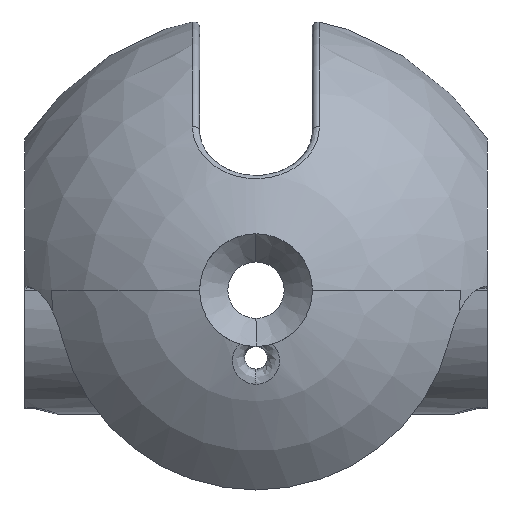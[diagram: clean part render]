
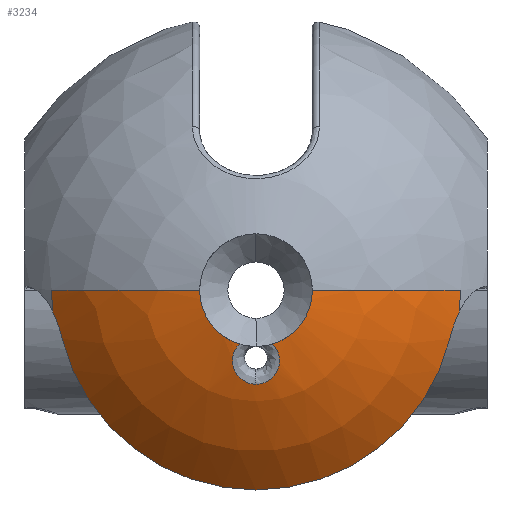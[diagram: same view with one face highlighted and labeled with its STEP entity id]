
A CAD part, front view. The second image highlights one B-rep face of the part: STEP entity #3234.
In plain terms, the highlighted spherical face has radius 24.5 mm.
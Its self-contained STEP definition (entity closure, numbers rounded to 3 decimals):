
#99=CARTESIAN_POINT('',(1.472,-23.984,-4.778));
#123=CARTESIAN_POINT('',(-1.472,-23.984,
-4.778));
#162=CARTESIAN_POINT('',(-18.007,-16.5,
-1.936));
#651=CARTESIAN_POINT('',(-17.181,-16.923,
-4.322));
#652=CARTESIAN_POINT('',(-17.257,-16.923,
-4.022));
#653=CARTESIAN_POINT('',(-17.428,-16.887,
-3.411));
#654=CARTESIAN_POINT('',(-17.708,-16.736,
-2.61));
#655=CARTESIAN_POINT('',(-17.901,-16.59,
-2.159));
#656=CARTESIAN_POINT('',(-18.007,-16.5,
-1.936));
#658=CARTESIAN_POINT('',(0.,-16.5,0.));
#659=DIRECTION('',(0.,1.,0.));
#660=DIRECTION('',(-0.994,0.,-0.107));
#661=AXIS2_PLACEMENT_3D('',#658,#659,#660);
#663=CARTESIAN_POINT('',(0.,0.,0.));
#664=DIRECTION('',(0.,0.,-1.));
#665=DIRECTION('',(-0.204,-0.979,0.));
#666=AXIS2_PLACEMENT_3D('',#663,#664,#665);
#668=CARTESIAN_POINT('',(0.,-23.984,0.));
#669=DIRECTION('',(0.,-1.,0.));
#670=DIRECTION('',(-1.,0.,0.));
#671=AXIS2_PLACEMENT_3D('',#668,#669,#670);
#673=CARTESIAN_POINT('',(0.,-23.037,
-8.34));
#674=CARTESIAN_POINT('',(-0.168,-23.037,
-8.34));
#675=CARTESIAN_POINT('',(-0.501,-23.048,
-8.3));
#676=CARTESIAN_POINT('',(-0.976,-23.096,
-8.121));
#677=CARTESIAN_POINT('',(-1.4,-23.175,
-7.829));
#678=CARTESIAN_POINT('',(-1.743,-23.28,
-7.438));
#679=CARTESIAN_POINT('',(-1.981,-23.405,
-6.972));
#680=CARTESIAN_POINT('',(-2.097,-23.542,
-6.459));
#681=CARTESIAN_POINT('',(-2.082,-23.679,
-5.942));
#682=CARTESIAN_POINT('',(-1.951,-23.803,
-5.471));
#683=CARTESIAN_POINT('',(-1.738,-23.906,
-5.078));
#684=CARTESIAN_POINT('',(-1.565,-23.96,
-4.871));
#685=CARTESIAN_POINT('',(-1.472,-23.984,
-4.778));
#687=CARTESIAN_POINT('',(1.472,-23.984,-4.778));
#688=CARTESIAN_POINT('',(1.571,-23.959,-4.877));
#689=CARTESIAN_POINT('',(1.754,-23.901,-5.098));
#690=CARTESIAN_POINT('',(1.975,-23.788,-5.527));
#691=CARTESIAN_POINT('',(2.094,-23.657,-6.027));
#692=CARTESIAN_POINT('',(2.086,-23.519,-6.547));
#693=CARTESIAN_POINT('',(1.954,-23.387,-7.04));
#694=CARTESIAN_POINT('',(1.71,-23.268,-7.483));
#695=CARTESIAN_POINT('',(1.372,-23.169,-7.852));
#696=CARTESIAN_POINT('',(0.961,-23.094,
-8.127));
#697=CARTESIAN_POINT('',(0.498,-23.048,
-8.3));
#698=CARTESIAN_POINT('',(0.168,-23.037,
-8.34));
#699=CARTESIAN_POINT('',(0.,-23.037,
-8.34));
#701=CARTESIAN_POINT('',(0.,-23.984,0.));
#702=DIRECTION('',(0.,-1.,0.));
#703=DIRECTION('',(0.294,0.,-0.956));
#704=AXIS2_PLACEMENT_3D('',#701,#702,#703);
#706=CARTESIAN_POINT('',(0.,0.,0.));
#707=DIRECTION('',(0.,0.,1.));
#708=DIRECTION('',(0.204,-0.979,0.));
#709=AXIS2_PLACEMENT_3D('',#706,#707,#708);
#711=CARTESIAN_POINT('',(0.,-16.5,0.));
#712=DIRECTION('',(0.,-1.,0.));
#713=DIRECTION('',(0.994,0.,-0.107));
#714=AXIS2_PLACEMENT_3D('',#711,#712,#713);
#716=CARTESIAN_POINT('',(18.007,-16.5,-1.936));
#717=CARTESIAN_POINT('',(17.893,-16.597,-2.176));
#718=CARTESIAN_POINT('',(17.68,-16.755,-2.68));
#719=CARTESIAN_POINT('',(17.41,-16.892,-3.473));
#720=CARTESIAN_POINT('',(17.252,-16.923,-4.04));
#721=CARTESIAN_POINT('',(17.181,-16.923,-4.322));
#723=CARTESIAN_POINT('',(0.,-16.923,0.));
#724=DIRECTION('',(0.,1.,0.));
#725=DIRECTION('',(0.97,0.,-0.244));
#726=AXIS2_PLACEMENT_3D('',#723,#724,#725);
#2129=CARTESIAN_POINT('',(-5.,-23.984,0.));
#2130=CARTESIAN_POINT('',(-18.111,-16.5,0.));
#2131=VERTEX_POINT('',#2129);
#2132=VERTEX_POINT('',#2130);
#2157=CARTESIAN_POINT('',(5.,-23.984,0.));
#2158=CARTESIAN_POINT('',(18.111,-16.5,0.));
#2159=VERTEX_POINT('',#2157);
#2160=VERTEX_POINT('',#2158);
#2216=VERTEX_POINT('',#123);
#2220=VERTEX_POINT('',#673);
#2222=VERTEX_POINT('',#99);
#2263=VERTEX_POINT('',#162);
#2266=VERTEX_POINT('',#651);
#2269=CARTESIAN_POINT('',(17.181,-16.923,
-4.322));
#2270=VERTEX_POINT('',#2269);
#2272=VERTEX_POINT('',#716);
#3214=CARTESIAN_POINT('',(0.,0.,0.));
#3215=DIRECTION('',(0.,-1.,0.));
#3216=DIRECTION('',(-1.,0.,0.));
#3217=AXIS2_PLACEMENT_3D('',#3214,#3215,#3216);
#3218=SPHERICAL_SURFACE('',#3217,24.5);
#3219=ORIENTED_EDGE('',*,*,#2730,.T.);
#3220=ORIENTED_EDGE('',*,*,#2538,.T.);
#3221=ORIENTED_EDGE('',*,*,#2536,.F.);
#3222=ORIENTED_EDGE('',*,*,#2503,.T.);
#3223=ORIENTED_EDGE('',*,*,#2907,.F.);
#3224=ORIENTED_EDGE('',*,*,#2477,.F.);
#3225=ORIENTED_EDGE('',*,*,#2495,.T.);
#3226=ORIENTED_EDGE('',*,*,#2533,.T.);
#3227=ORIENTED_EDGE('',*,*,#2531,.F.);
#3229=ORIENTED_EDGE('',*,*,#3228,.T.);
#3231=ORIENTED_EDGE('',*,*,#3230,.T.);
#3232=EDGE_LOOP('',(#3219,#3220,#3221,#3222,#3223,#3224,#3225,#3226,#3227,#3229,
#3231));
#3233=FACE_OUTER_BOUND('',#3232,.F.);
#3234=ADVANCED_FACE('',(#3233),#3218,.T.);
#657=B_SPLINE_CURVE_WITH_KNOTS('',3,(#651,#652,#653,#654,#655,#656),
.UNSPECIFIED.,.F.,.F.,(4,1,1,4),(0.,0.333,0.667,1.),
.UNSPECIFIED.);
#662=CIRCLE('',#661,18.111);
#667=CIRCLE('',#666,24.5);
#672=CIRCLE('',#671,5.);
#686=B_SPLINE_CURVE_WITH_KNOTS('',3,(#673,#674,#675,#676,#677,#678,#679,#680,
#681,#682,#683,#684,#685),.UNSPECIFIED.,.F.,.F.,(4,1,1,1,1,1,1,1,1,1,4),(0.,
0.1,0.2,0.3,0.4,0.5,0.6,0.7,0.8,0.9,1.),.UNSPECIFIED.);
#700=B_SPLINE_CURVE_WITH_KNOTS('',3,(#687,#688,#689,#690,#691,#692,#693,#694,
#695,#696,#697,#698,#699),.UNSPECIFIED.,.F.,.F.,(4,1,1,1,1,1,1,1,1,1,4),(0.,
0.1,0.2,0.3,0.4,0.5,0.6,0.7,0.8,0.9,1.),.UNSPECIFIED.);
#705=CIRCLE('',#704,5.);
#710=CIRCLE('',#709,24.5);
#715=CIRCLE('',#714,18.111);
#722=B_SPLINE_CURVE_WITH_KNOTS('',3,(#716,#717,#718,#719,#720,#721),
.UNSPECIFIED.,.F.,.F.,(4,1,1,4),(0.,0.333,0.667,1.),
.UNSPECIFIED.);
#727=CIRCLE('',#726,17.716);
#2477=EDGE_CURVE('',#2222,#2220,#700,.T.);
#2495=EDGE_CURVE('',#2222,#2159,#705,.T.);
#2503=EDGE_CURVE('',#2131,#2216,#672,.T.);
#2531=EDGE_CURVE('',#2272,#2160,#715,.T.);
#2533=EDGE_CURVE('',#2159,#2160,#710,.T.);
#2536=EDGE_CURVE('',#2131,#2132,#667,.T.);
#2538=EDGE_CURVE('',#2263,#2132,#662,.T.);
#2730=EDGE_CURVE('',#2266,#2263,#657,.T.);
#2907=EDGE_CURVE('',#2220,#2216,#686,.T.);
#3228=EDGE_CURVE('',#2272,#2270,#722,.T.);
#3230=EDGE_CURVE('',#2270,#2266,#727,.T.);
